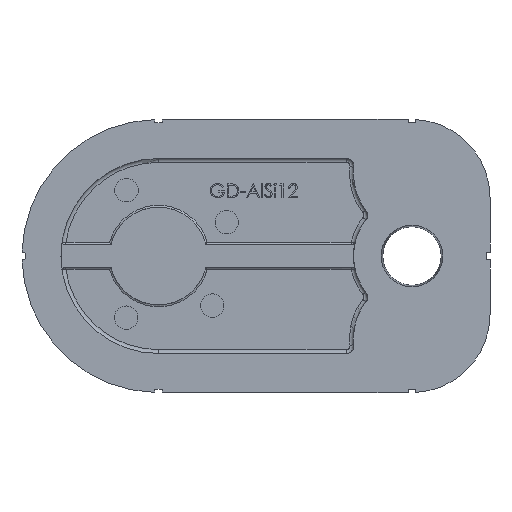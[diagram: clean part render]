
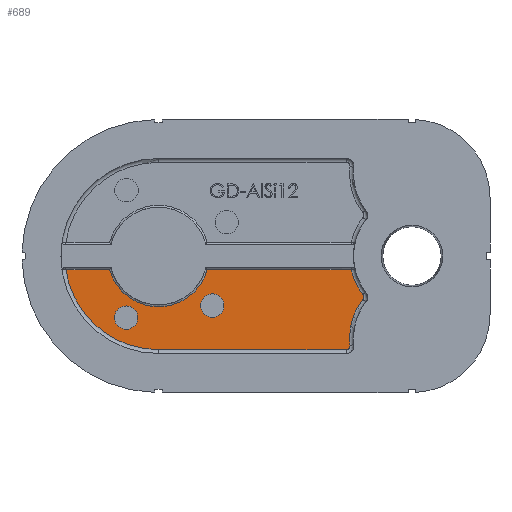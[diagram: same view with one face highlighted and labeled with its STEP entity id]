
A CAD part, front view. The second image highlights one B-rep face of the part: STEP entity #689.
In plain terms, the highlighted face is planar.
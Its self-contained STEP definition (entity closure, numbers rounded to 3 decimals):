
#32 = EDGE_CURVE ( 'NONE', #10069, #10076, #3024, .T. ) ;
#67 = EDGE_CURVE ( 'NONE', #10070, #10084, #3064, .T. ) ;
#484 = ORIENTED_EDGE ( 'NONE', *, *, #2038, .T. ) ;
#486 = ORIENTED_EDGE ( 'NONE', *, *, #2037, .T. ) ;
#487 = ORIENTED_EDGE ( 'NONE', *, *, #2036, .F. ) ;
#488 = ORIENTED_EDGE ( 'NONE', *, *, #32, .F. ) ;
#491 = ORIENTED_EDGE ( 'NONE', *, *, #67, .F. ) ;
#495 = ORIENTED_EDGE ( 'NONE', *, *, #2035, .F. ) ;
#689 = ADVANCED_FACE ( 'NONE', ( #4849, #4847, #4856 ), #6245, .F. ) ;
#1168 = VERTEX_POINT ( 'NONE', #7459 ) ;
#1173 = VERTEX_POINT ( 'NONE', #7464 ) ;
#1176 = VERTEX_POINT ( 'NONE', #7467 ) ;
#1177 = VERTEX_POINT ( 'NONE', #7468 ) ;
#1178 = VERTEX_POINT ( 'NONE', #7469 ) ;
#1179 = VERTEX_POINT ( 'NONE', #7470 ) ;
#1180 = VERTEX_POINT ( 'NONE', #7471 ) ;
#1181 = VERTEX_POINT ( 'NONE', #7472 ) ;
#1182 = VERTEX_POINT ( 'NONE', #7473 ) ;
#1375 = EDGE_LOOP ( 'NONE', ( #495, #491 ) ) ;
#1376 = EDGE_LOOP ( 'NONE', ( #487, #488 ) ) ;
#1663 = EDGE_LOOP ( 'NONE', ( #486, #484, #2998, #2999, #3001, #3002, #3003, #3004, #3005 ) ) ;
#2035 = EDGE_CURVE ( 'NONE', #10084, #10070, #9234, .T. ) ;
#2036 = EDGE_CURVE ( 'NONE', #10076, #10069, #9240, .T. ) ;
#2037 = EDGE_CURVE ( 'NONE', #1168, #1173, #9241, .T. ) ;
#2038 = EDGE_CURVE ( 'NONE', #1173, #1176, #9218, .T. ) ;
#2039 = EDGE_CURVE ( 'NONE', #1176, #1177, #9243, .T. ) ;
#2040 = EDGE_CURVE ( 'NONE', #1177, #1178, #9245, .T. ) ;
#2041 = EDGE_CURVE ( 'NONE', #1178, #1179, #9491, .T. ) ;
#2042 = EDGE_CURVE ( 'NONE', #1179, #1180, #9248, .T. ) ;
#2043 = EDGE_CURVE ( 'NONE', #1180, #1181, #9492, .T. ) ;
#2044 = EDGE_CURVE ( 'NONE', #1181, #1182, #9249, .T. ) ;
#2045 = EDGE_CURVE ( 'NONE', #1182, #1168, #9246, .T. ) ;
#2144 = AXIS2_PLACEMENT_3D ( 'NONE', #10122, #10121, #10120 ) ;
#2164 = AXIS2_PLACEMENT_3D ( 'NONE', #10999, #10997, #10996 ) ;
#2998 = ORIENTED_EDGE ( 'NONE', *, *, #2039, .T. ) ;
#2999 = ORIENTED_EDGE ( 'NONE', *, *, #2040, .T. ) ;
#3001 = ORIENTED_EDGE ( 'NONE', *, *, #2041, .T. ) ;
#3002 = ORIENTED_EDGE ( 'NONE', *, *, #2042, .T. ) ;
#3003 = ORIENTED_EDGE ( 'NONE', *, *, #2043, .T. ) ;
#3004 = ORIENTED_EDGE ( 'NONE', *, *, #2044, .T. ) ;
#3005 = ORIENTED_EDGE ( 'NONE', *, *, #2045, .T. ) ;
#3024 = CIRCLE ( 'NONE', #2144, 3. ) ;
#3064 = CIRCLE ( 'NONE', #2164, 3. ) ;
#4608 = AXIS2_PLACEMENT_3D ( 'NONE', #6244, #6240, #6246 ) ;
#4847 = FACE_BOUND ( 'NONE', #1376, .T. ) ;
#4849 = FACE_BOUND ( 'NONE', #1375, .T. ) ;
#4856 = FACE_OUTER_BOUND ( 'NONE', #1663, .T. ) ;
#6240 = DIRECTION ( 'NONE',  ( 0., 0., 1. ) ) ;
#6244 = CARTESIAN_POINT ( 'NONE',  ( 0., 0., 1. ) ) ;
#6245 = PLANE ( 'NONE',  #4608 ) ;
#6246 = DIRECTION ( 'NONE',  ( 1., 0., 0. ) ) ;
#6611 = AXIS2_PLACEMENT_3D ( 'NONE', #9851, #9852, #9853 ) ;
#6612 = AXIS2_PLACEMENT_3D ( 'NONE', #9855, #9856, #9857 ) ;
#6613 = AXIS2_PLACEMENT_3D ( 'NONE', #9860, #9861, #9862 ) ;
#6614 = AXIS2_PLACEMENT_3D ( 'NONE', #9865, #9866, #9867 ) ;
#6615 = AXIS2_PLACEMENT_3D ( 'NONE', #9879, #9880, #9881 ) ;
#6616 = AXIS2_PLACEMENT_3D ( 'NONE', #9889, #9890, #9891 ) ;
#7459 = CARTESIAN_POINT ( 'NONE',  ( 12.533, 3.518, 1. ) ) ;
#7464 = CARTESIAN_POINT ( 'NONE',  ( -12.533, 3.518, 1. ) ) ;
#7467 = CARTESIAN_POINT ( 'NONE',  ( -23.74, 3.518, 1. ) ) ;
#7468 = CARTESIAN_POINT ( 'NONE',  ( 0., 23.999, 1. ) ) ;
#7469 = CARTESIAN_POINT ( 'NONE',  ( 48.118, 23.999, 1. ) ) ;
#7470 = CARTESIAN_POINT ( 'NONE',  ( 49.111, 22.882, 1. ) ) ;
#7471 = CARTESIAN_POINT ( 'NONE',  ( 52.416, 11.117, 1. ) ) ;
#7472 = CARTESIAN_POINT ( 'NONE',  ( 52.416, 9.883, 1. ) ) ;
#7473 = CARTESIAN_POINT ( 'NONE',  ( 49.391, 3.518, 1. ) ) ;
#9218 = LINE ( 'NONE', #9859, #9244 ) ;
#9234 = CIRCLE ( 'NONE', #6611, 3. ) ;
#9240 = CIRCLE ( 'NONE', #6612, 3. ) ;
#9241 = CIRCLE ( 'NONE', #6613, 13.018 ) ;
#9243 = CIRCLE ( 'NONE', #6614, 23.999 ) ;
#9244 = VECTOR ( 'NONE', #9854, 1000. ) ;
#9245 = LINE ( 'NONE', #9850, #9247 ) ;
#9246 = LINE ( 'NONE', #9868, #9251 ) ;
#9247 = VECTOR ( 'NONE', #9858, 1000. ) ;
#9248 = CIRCLE ( 'NONE', #6615, 16.001 ) ;
#9249 = CIRCLE ( 'NONE', #6616, 16.001 ) ;
#9251 = VECTOR ( 'NONE', #9882, 1000. ) ;
#9491 = B_SPLINE_CURVE_WITH_KNOTS ( 'NONE', 3,
 ( #9863, #9864, #9869, #9870, #9871, #9872, #9873, #9874, #9875, #9876 ),
 .UNSPECIFIED., .F., .F.,
 ( 4, 2, 2, 2, 4 ),
 ( 0., 0., 0.001, 0.001, 0.002 ),
 .UNSPECIFIED. ) ;
#9492 = B_SPLINE_CURVE_WITH_KNOTS ( 'NONE', 3,
 ( #9877, #9878, #9883, #9884, #9885, #9886 ),
 .UNSPECIFIED., .F., .F.,
 ( 4, 2, 4 ),
 ( 0., 0.001, 0.001 ),
 .UNSPECIFIED. ) ;
#9850 = CARTESIAN_POINT ( 'NONE',  ( 24.896, 23.999, 1. ) ) ;
#9851 = CARTESIAN_POINT ( 'NONE',  ( 13.8, 12.7, 1. ) ) ;
#9852 = DIRECTION ( 'NONE',  ( 0., 0., -1. ) ) ;
#9853 = DIRECTION ( 'NONE',  ( -1., 0., 0. ) ) ;
#9854 = DIRECTION ( 'NONE',  ( -1., 0., 0. ) ) ;
#9855 = CARTESIAN_POINT ( 'NONE',  ( -8.3, 15.8, 1. ) ) ;
#9856 = DIRECTION ( 'NONE',  ( 0., 0., -1. ) ) ;
#9857 = DIRECTION ( 'NONE',  ( -1., 0., 0. ) ) ;
#9858 = DIRECTION ( 'NONE',  ( 1., 0., 0. ) ) ;
#9859 = CARTESIAN_POINT ( 'NONE',  ( -23.807, 3.518, 1. ) ) ;
#9860 = CARTESIAN_POINT ( 'NONE',  ( 0., 0., 1. ) ) ;
#9861 = DIRECTION ( 'NONE',  ( 0., 0., 1. ) ) ;
#9862 = DIRECTION ( 'NONE',  ( 1., 0., 0. ) ) ;
#9863 = CARTESIAN_POINT ( 'NONE',  ( 48.118, 23.999, 1. ) ) ;
#9864 = CARTESIAN_POINT ( 'NONE',  ( 48.26, 23.999, 1. ) ) ;
#9865 = CARTESIAN_POINT ( 'NONE',  ( 0., 0., 1. ) ) ;
#9866 = DIRECTION ( 'NONE',  ( 0., 0., -1. ) ) ;
#9867 = DIRECTION ( 'NONE',  ( 1., 0., 0. ) ) ;
#9868 = CARTESIAN_POINT ( 'NONE',  ( 12.162, 3.518, 1. ) ) ;
#9869 = CARTESIAN_POINT ( 'NONE',  ( 48.4, 23.969, 1. ) ) ;
#9870 = CARTESIAN_POINT ( 'NONE',  ( 48.656, 23.854, 1. ) ) ;
#9871 = CARTESIAN_POINT ( 'NONE',  ( 48.772, 23.769, 1. ) ) ;
#9872 = CARTESIAN_POINT ( 'NONE',  ( 48.958, 23.559, 1. ) ) ;
#9873 = CARTESIAN_POINT ( 'NONE',  ( 49.029, 23.434, 1. ) ) ;
#9874 = CARTESIAN_POINT ( 'NONE',  ( 49.114, 23.166, 1. ) ) ;
#9875 = CARTESIAN_POINT ( 'NONE',  ( 49.127, 23.023, 1. ) ) ;
#9876 = CARTESIAN_POINT ( 'NONE',  ( 49.111, 22.882, 1. ) ) ;
#9877 = CARTESIAN_POINT ( 'NONE',  ( 52.416, 11.117, 1. ) ) ;
#9878 = CARTESIAN_POINT ( 'NONE',  ( 52.554, 10.941, 1. ) ) ;
#9879 = CARTESIAN_POINT ( 'NONE',  ( 65., 21., 1. ) ) ;
#9880 = DIRECTION ( 'NONE',  ( 0., 0., 1. ) ) ;
#9881 = DIRECTION ( 'NONE',  ( 1., 0., 0. ) ) ;
#9882 = DIRECTION ( 'NONE',  ( -1., 0., 0. ) ) ;
#9883 = CARTESIAN_POINT ( 'NONE',  ( 52.63, 10.723, 1. ) ) ;
#9884 = CARTESIAN_POINT ( 'NONE',  ( 52.63, 10.276, 1. ) ) ;
#9885 = CARTESIAN_POINT ( 'NONE',  ( 52.554, 10.059, 1. ) ) ;
#9886 = CARTESIAN_POINT ( 'NONE',  ( 52.416, 9.883, 1. ) ) ;
#9889 = CARTESIAN_POINT ( 'NONE',  ( 65., 0., 1. ) ) ;
#9890 = DIRECTION ( 'NONE',  ( 0., 0., 1. ) ) ;
#9891 = DIRECTION ( 'NONE',  ( 1., 0., 0. ) ) ;
#10069 = VERTEX_POINT ( 'NONE', #10416 ) ;
#10070 = VERTEX_POINT ( 'NONE', #10418 ) ;
#10076 = VERTEX_POINT ( 'NONE', #10411 ) ;
#10084 = VERTEX_POINT ( 'NONE', #10429 ) ;
#10120 = DIRECTION ( 'NONE',  ( -1., 0., 0. ) ) ;
#10121 = DIRECTION ( 'NONE',  ( 0., 0., -1. ) ) ;
#10122 = CARTESIAN_POINT ( 'NONE',  ( -8.3, 15.8, 1. ) ) ;
#10411 = CARTESIAN_POINT ( 'NONE',  ( -11.3, 15.8, 1. ) ) ;
#10416 = CARTESIAN_POINT ( 'NONE',  ( -5.3, 15.8, 1. ) ) ;
#10418 = CARTESIAN_POINT ( 'NONE',  ( 16.8, 12.7, 1. ) ) ;
#10429 = CARTESIAN_POINT ( 'NONE',  ( 10.8, 12.7, 1. ) ) ;
#10996 = DIRECTION ( 'NONE',  ( -1., 0., 0. ) ) ;
#10997 = DIRECTION ( 'NONE',  ( 0., 0., -1. ) ) ;
#10999 = CARTESIAN_POINT ( 'NONE',  ( 13.8, 12.7, 1. ) ) ;
